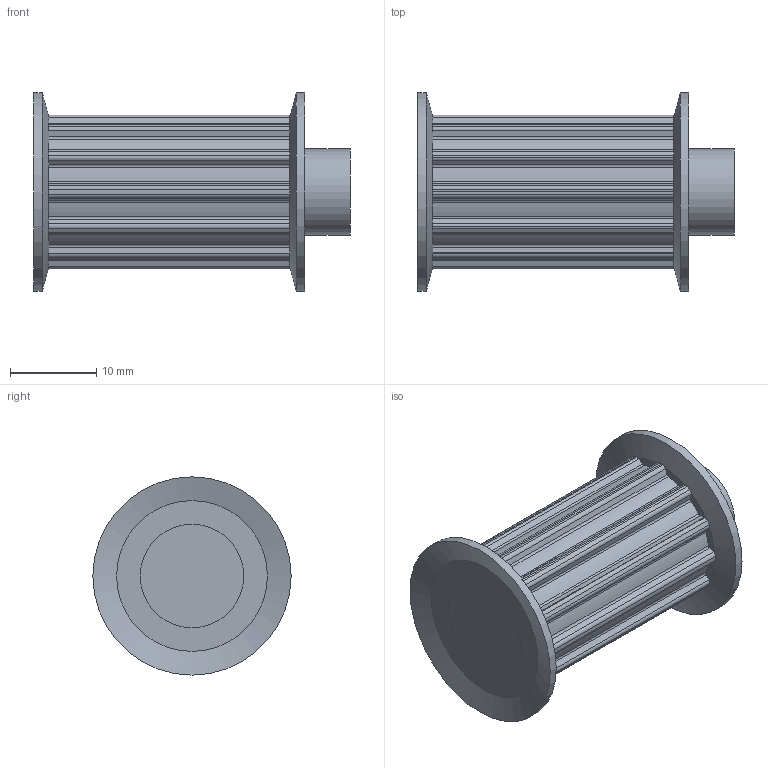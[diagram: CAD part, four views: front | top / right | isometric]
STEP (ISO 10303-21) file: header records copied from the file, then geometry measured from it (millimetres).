
FILE_DESCRIPTION(/* description */ ('Alibre Inc.'),/* implementation_level */ '2;1');
FILE_NAME(/* name */ 'export-1EEBA5EB-A787-430A-BC02-C069A09654DE',/* time_stamp */ '2023-12-16T15:14:55+01:00',/* author */ (''),/* organization */ (''),/* preprocessor_version */ 'ST-DEVELOPER v17',/* originating_system */ 'Alibre',/* authorisation */ '');
FILE_SCHEMA (('AUTOMOTIVE_DESIGN'));
Length unit declared in the file: millimetre
Products named in the file (3): 5030000201; 60036012BODY; 60036012
Bounding box: 36.74 x 23 x 23 mm (x, y, z)
Volume: 7276.4 mm3; surface area: 3985.2 mm2
Topology: 3 solids, 3 shells, 125 faces, 352 edges, 236 vertices
Faces by surface type: cylinder 88, plane 33, cone 4
Full cylindrical faces by diameter (mm): 10 x1, 12 x4, 23 x2
Entity records: 3910 total; most frequent: DIRECTION 691, ORIENTED_EDGE 676, CARTESIAN_POINT 667, EDGE_CURVE 338, AXIS2_PLACEMENT_3D 281, VERTEX_POINT 226, VECTOR 160, LINE 160
